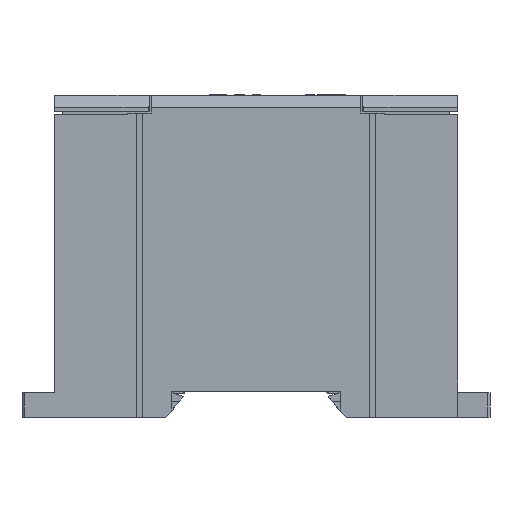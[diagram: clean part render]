
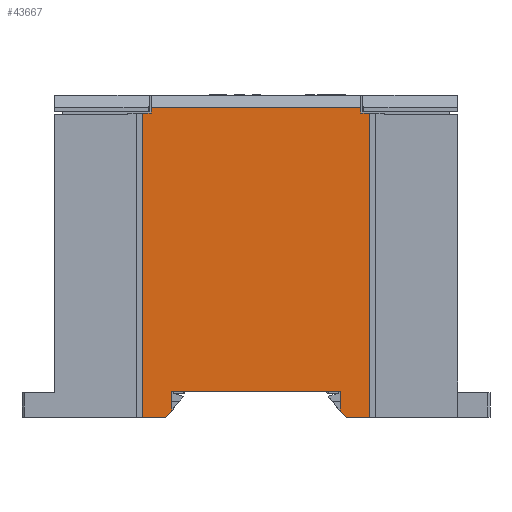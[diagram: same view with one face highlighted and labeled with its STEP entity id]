
A CAD part, left-side view. The second image highlights one B-rep face of the part: STEP entity #43667.
In plain terms, the highlighted planar face has unit normal (-1, 0, 0).
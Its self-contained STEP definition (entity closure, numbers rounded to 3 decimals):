
#410 = LINE ( 'NONE', #31258, #26178 ) ;
#1903 = ORIENTED_EDGE ( 'NONE', *, *, #55779, .F. ) ;
#1974 = LINE ( 'NONE', #38640, #6451 ) ;
#2041 = EDGE_CURVE ( 'NONE', #18359, #33774, #43901, .T. ) ;
#3107 = LINE ( 'NONE', #14109, #8269 ) ;
#3770 = VERTEX_POINT ( 'NONE', #50007 ) ;
#3909 = CARTESIAN_POINT ( 'NONE',  ( 0., 78.007, -4.4 ) ) ;
#5799 = CARTESIAN_POINT ( 'NONE',  ( 0., 27.5, -79.633 ) ) ;
#6451 = VECTOR ( 'NONE', #10269, 1000. ) ;
#6486 = CARTESIAN_POINT ( 'NONE',  ( 0., 24., -3. ) ) ;
#6848 = LINE ( 'NONE', #38404, #57528 ) ;
#7354 = FACE_OUTER_BOUND ( 'NONE', #49081, .T. ) ;
#7619 = VERTEX_POINT ( 'NONE', #53030 ) ;
#7987 = DIRECTION ( 'NONE',  ( 0., 0., 1. ) ) ;
#8260 = VERTEX_POINT ( 'NONE', #14837 ) ;
#8269 = VECTOR ( 'NONE', #38001, 1000. ) ;
#8564 = ORIENTED_EDGE ( 'NONE', *, *, #19333, .F. ) ;
#9051 = VERTEX_POINT ( 'NONE', #58153 ) ;
#9096 = EDGE_CURVE ( 'NONE', #33774, #31285, #55644, .T. ) ;
#9453 = CARTESIAN_POINT ( 'NONE',  ( 0., 24., -4.4 ) ) ;
#10269 = DIRECTION ( 'NONE',  ( 0., 1., 0. ) ) ;
#10730 = EDGE_CURVE ( 'NONE', #13144, #9051, #56689, .T. ) ;
#10759 = VECTOR ( 'NONE', #13748, 1000. ) ;
#12310 = CARTESIAN_POINT ( 'NONE',  ( 0., 0., 0. ) ) ;
#12961 = LINE ( 'NONE', #28454, #45269 ) ;
#13057 = DIRECTION ( 'NONE',  ( 0., 1., 0. ) ) ;
#13144 = VERTEX_POINT ( 'NONE', #5799 ) ;
#13545 = VERTEX_POINT ( 'NONE', #33279 ) ;
#13748 = DIRECTION ( 'NONE',  ( 0., 1., 0. ) ) ;
#14109 = CARTESIAN_POINT ( 'NONE',  ( 0., 70.807, -78.133 ) ) ;
#14837 = CARTESIAN_POINT ( 'NONE',  ( 0., 29., -73.263 ) ) ;
#16820 = DIRECTION ( 'NONE',  ( 0., 0., 1. ) ) ;
#17467 = DIRECTION ( 'NONE',  ( 0., 0.707, -0.707 ) ) ;
#17815 = ORIENTED_EDGE ( 'NONE', *, *, #2041, .F. ) ;
#18359 = VERTEX_POINT ( 'NONE', #22462 ) ;
#18890 = CARTESIAN_POINT ( 'NONE',  ( 0., 99.807, -79.633 ) ) ;
#19333 = EDGE_CURVE ( 'NONE', #8260, #38554, #6848, .T. ) ;
#21371 = EDGE_CURVE ( 'NONE', #7619, #13545, #48235, .T. ) ;
#21716 = DIRECTION ( 'NONE',  ( -1., 0., 0. ) ) ;
#22142 = CARTESIAN_POINT ( 'NONE',  ( 0., 29., -73.263 ) ) ;
#22462 = CARTESIAN_POINT ( 'NONE',  ( 0., 78.007, -79.633 ) ) ;
#23085 = CARTESIAN_POINT ( 'NONE',  ( 0., 70.807, -73.263 ) ) ;
#23169 = ORIENTED_EDGE ( 'NONE', *, *, #60447, .F. ) ;
#24466 = ORIENTED_EDGE ( 'NONE', *, *, #59466, .T. ) ;
#24736 = VECTOR ( 'NONE', #25482, 1000. ) ;
#25482 = DIRECTION ( 'NONE',  ( 0., -1., 0. ) ) ;
#26178 = VECTOR ( 'NONE', #17467, 1000. ) ;
#28045 = LINE ( 'NONE', #22142, #40564 ) ;
#28432 = CARTESIAN_POINT ( 'NONE',  ( 0., 70.807, -78.133 ) ) ;
#28454 = CARTESIAN_POINT ( 'NONE',  ( 0., 21.8, -79.633 ) ) ;
#29209 = ORIENTED_EDGE ( 'NONE', *, *, #30605, .F. ) ;
#29252 = ORIENTED_EDGE ( 'NONE', *, *, #51322, .F. ) ;
#29299 = CARTESIAN_POINT ( 'NONE',  ( 0., 29., -78.133 ) ) ;
#30376 = VECTOR ( 'NONE', #38612, 1000. ) ;
#30605 = EDGE_CURVE ( 'NONE', #9051, #8260, #28045, .T. ) ;
#31258 = CARTESIAN_POINT ( 'NONE',  ( 0., 72.307, -79.633 ) ) ;
#31285 = VERTEX_POINT ( 'NONE', #52996 ) ;
#33184 = DIRECTION ( 'NONE',  ( 0., 0., 1. ) ) ;
#33279 = CARTESIAN_POINT ( 'NONE',  ( 0., 21.8, -4.4 ) ) ;
#33774 = VERTEX_POINT ( 'NONE', #3909 ) ;
#34669 = VECTOR ( 'NONE', #13057, 1000. ) ;
#35809 = DIRECTION ( 'NONE',  ( 0., 0., 1. ) ) ;
#36307 = VERTEX_POINT ( 'NONE', #40551 ) ;
#36379 = EDGE_CURVE ( 'NONE', #59101, #18359, #60727, .T. ) ;
#38001 = DIRECTION ( 'NONE',  ( 0., 0., -1. ) ) ;
#38404 = CARTESIAN_POINT ( 'NONE',  ( 0., 70.807, -73.263 ) ) ;
#38554 = VERTEX_POINT ( 'NONE', #23085 ) ;
#38612 = DIRECTION ( 'NONE',  ( 0., 0., 1. ) ) ;
#38640 = CARTESIAN_POINT ( 'NONE',  ( 0., 75.807, -3. ) ) ;
#38730 = VERTEX_POINT ( 'NONE', #28432 ) ;
#38754 = DIRECTION ( 'NONE',  ( 0., 0.707, 0.707 ) ) ;
#40551 = CARTESIAN_POINT ( 'NONE',  ( 0., 75.807, -3. ) ) ;
#40564 = VECTOR ( 'NONE', #16820, 1000. ) ;
#41174 = ORIENTED_EDGE ( 'NONE', *, *, #21371, .F. ) ;
#41232 = EDGE_CURVE ( 'NONE', #45605, #36307, #1974, .T. ) ;
#41950 = DIRECTION ( 'NONE',  ( 0., -1., 0. ) ) ;
#42719 = CARTESIAN_POINT ( 'NONE',  ( 0., 24., -4.4 ) ) ;
#43667 = ADVANCED_FACE ( 'NONE', ( #7354 ), #50052, .T. ) ;
#43901 = LINE ( 'NONE', #53161, #53471 ) ;
#44169 = VECTOR ( 'NONE', #38754, 1000. ) ;
#44846 = EDGE_CURVE ( 'NONE', #38730, #59101, #410, .T. ) ;
#45269 = VECTOR ( 'NONE', #33184, 1000. ) ;
#45605 = VERTEX_POINT ( 'NONE', #6486 ) ;
#46213 = ORIENTED_EDGE ( 'NONE', *, *, #44846, .F. ) ;
#46275 = EDGE_CURVE ( 'NONE', #7619, #45605, #59748, .T. ) ;
#47992 = DIRECTION ( 'NONE',  ( 0., 0., 1. ) ) ;
#48211 = AXIS2_PLACEMENT_3D ( 'NONE', #12310, #21716, #7987 ) ;
#48235 = LINE ( 'NONE', #9453, #54885 ) ;
#48263 = CARTESIAN_POINT ( 'NONE',  ( 0., 75.807, -4.4 ) ) ;
#49081 = EDGE_LOOP ( 'NONE', ( #51785, #59212, #23169, #60490, #17815, #57295, #46213, #1903, #8564, #29209, #55568, #29252, #24466, #41174 ) ) ;
#50007 = CARTESIAN_POINT ( 'NONE',  ( 0., 21.8, -79.633 ) ) ;
#50052 = PLANE ( 'NONE',  #48211 ) ;
#51322 = EDGE_CURVE ( 'NONE', #3770, #13144, #58171, .T. ) ;
#51785 = ORIENTED_EDGE ( 'NONE', *, *, #46275, .T. ) ;
#52356 = DIRECTION ( 'NONE',  ( 0., 1., 0. ) ) ;
#52996 = CARTESIAN_POINT ( 'NONE',  ( 0., 75.807, -4.4 ) ) ;
#53030 = CARTESIAN_POINT ( 'NONE',  ( 0., 24., -4.4 ) ) ;
#53161 = CARTESIAN_POINT ( 'NONE',  ( 0., 78.007, -79.633 ) ) ;
#53471 = VECTOR ( 'NONE', #47992, 1000. ) ;
#54885 = VECTOR ( 'NONE', #41950, 1000. ) ;
#55547 = LINE ( 'NONE', #59399, #56994 ) ;
#55568 = ORIENTED_EDGE ( 'NONE', *, *, #10730, .F. ) ;
#55644 = LINE ( 'NONE', #48263, #24736 ) ;
#55779 = EDGE_CURVE ( 'NONE', #38554, #38730, #3107, .T. ) ;
#55784 = CARTESIAN_POINT ( 'NONE',  ( 0., 27.5, -79.633 ) ) ;
#56689 = LINE ( 'NONE', #29299, #44169 ) ;
#56994 = VECTOR ( 'NONE', #35809, 1000. ) ;
#57295 = ORIENTED_EDGE ( 'NONE', *, *, #36379, .F. ) ;
#57528 = VECTOR ( 'NONE', #52356, 1000. ) ;
#58153 = CARTESIAN_POINT ( 'NONE',  ( 0., 29., -78.133 ) ) ;
#58171 = LINE ( 'NONE', #55784, #34669 ) ;
#58893 = CARTESIAN_POINT ( 'NONE',  ( 0., 72.307, -79.633 ) ) ;
#59101 = VERTEX_POINT ( 'NONE', #58893 ) ;
#59212 = ORIENTED_EDGE ( 'NONE', *, *, #41232, .T. ) ;
#59399 = CARTESIAN_POINT ( 'NONE',  ( 0., 75.807, -4.4 ) ) ;
#59466 = EDGE_CURVE ( 'NONE', #3770, #13545, #12961, .T. ) ;
#59748 = LINE ( 'NONE', #42719, #30376 ) ;
#60447 = EDGE_CURVE ( 'NONE', #31285, #36307, #55547, .T. ) ;
#60490 = ORIENTED_EDGE ( 'NONE', *, *, #9096, .F. ) ;
#60727 = LINE ( 'NONE', #18890, #10759 ) ;
